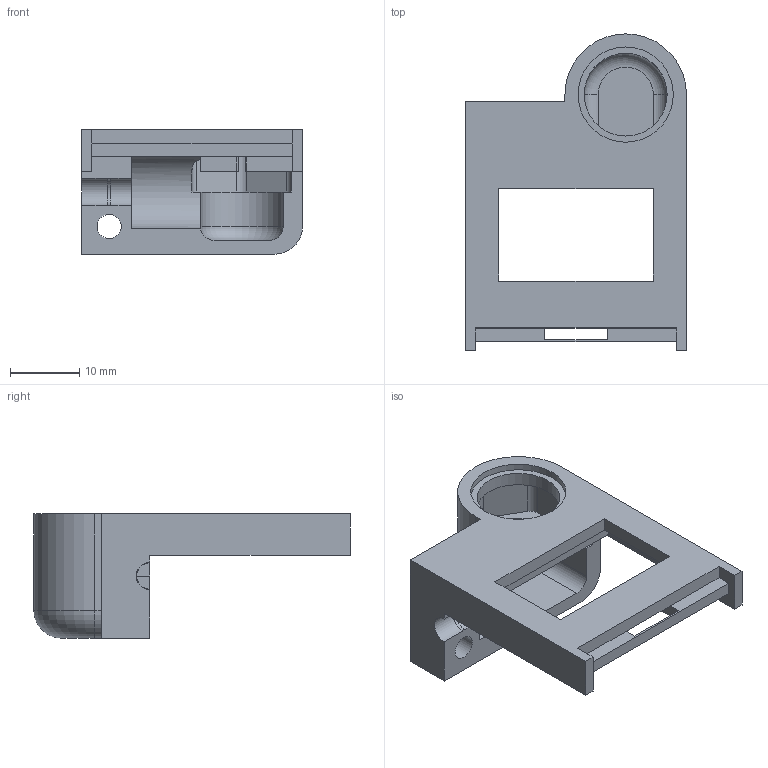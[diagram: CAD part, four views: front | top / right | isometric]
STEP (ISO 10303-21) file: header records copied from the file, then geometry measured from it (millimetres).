
FILE_DESCRIPTION(/* description */ (''),/* implementation_level */ '2;1');
FILE_NAME(/* name */ 'DisplayClipLid.stp',/* time_stamp */ '2020-07-15T10:14:13+02:00',/* author */ ('hpcwoess'),/* organization */ (''),/* preprocessor_version */ 'ST-DEVELOPER v18.1',/* originating_system */ 'Autodesk Inventor 2020',/* authorisation */ '');
FILE_SCHEMA (('AUTOMOTIVE_DESIGN { 1 0 10303 214 3 1 1 }'));
Length unit declared in the file: millimetre
Products named in the file (1): DeckelClip
Bounding box: 32 x 45.8 x 18 mm (x, y, z)
Volume: 5196.3 mm3; surface area: 5073.5 mm2
Topology: 1 solids, 1 shells, 78 faces, 224 edges, 148 vertices
Faces by surface type: plane 56, cylinder 19, torus 2, cone 1
Full cylindrical faces by diameter (mm): 3.5 x1, 12 x1, 13.8 x1
Entity records: 2611 total; most frequent: CARTESIAN_POINT 460, ORIENTED_EDGE 448, DIRECTION 432, EDGE_CURVE 224, LINE 172, VECTOR 172, VERTEX_POINT 148, AXIS2_PLACEMENT_3D 130
